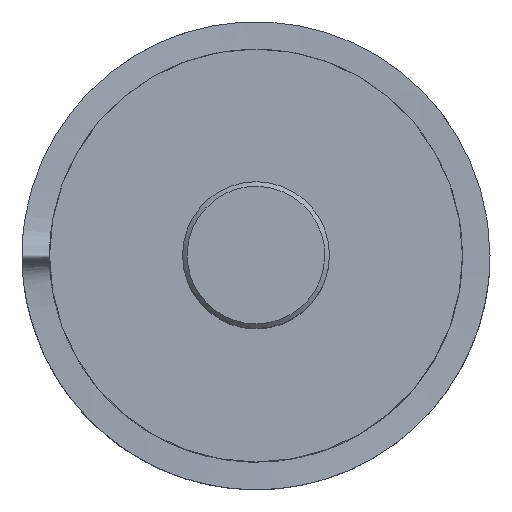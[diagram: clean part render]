
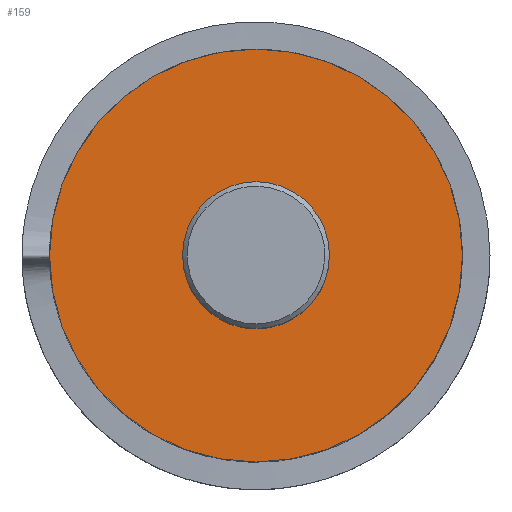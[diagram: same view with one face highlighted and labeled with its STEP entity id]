
A CAD part, top view. The second image highlights one B-rep face of the part: STEP entity #159.
In plain terms, the highlighted planar face has unit normal (0, 0, 1).
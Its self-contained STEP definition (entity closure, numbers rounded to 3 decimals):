
#69=PLANE('',#466);
#85=FACE_OUTER_BOUND('',#210,.T.);
#159=ADVANCED_FACE('',(#85),#69,.T.);
#173=CIRCLE('',#443,22.5);
#210=EDGE_LOOP('',(#304));
#304=ORIENTED_EDGE('',*,*,#357,.F.);
#322=VERTEX_POINT('',#610);
#357=EDGE_CURVE('',#322,#322,#173,.T.);
#443=AXIS2_PLACEMENT_3D('',#609,#482,#483);
#466=AXIS2_PLACEMENT_3D('',#747,#551,#552);
#482=DIRECTION('',(0.,0.,-1.));
#483=DIRECTION('',(1.,0.,0.));
#551=DIRECTION('',(0.,0.,1.));
#552=DIRECTION('',(-1.,0.,0.));
#609=CARTESIAN_POINT('',(0.,0.,0.));
#610=CARTESIAN_POINT('',(22.5,0.,0.));
#747=CARTESIAN_POINT('',(0.,0.,0.));
